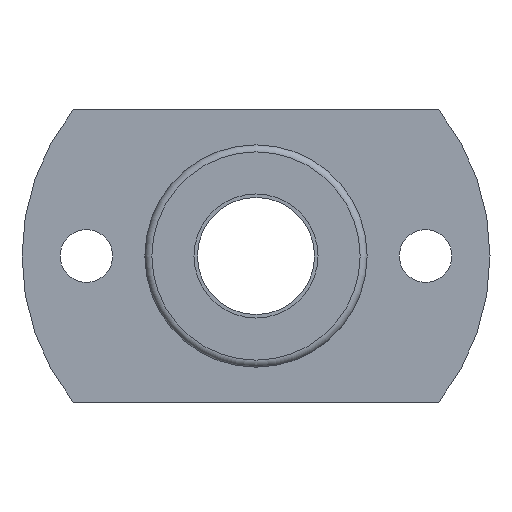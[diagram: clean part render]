
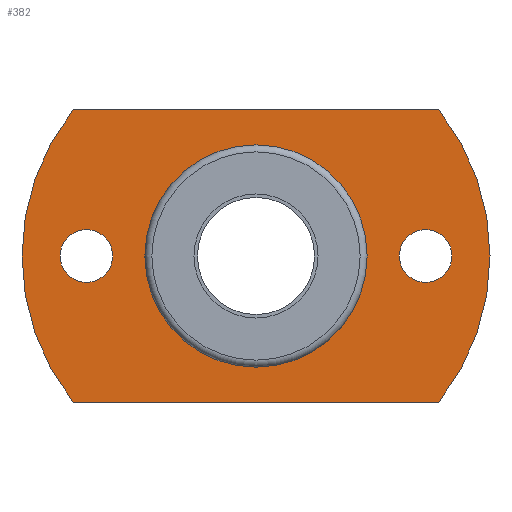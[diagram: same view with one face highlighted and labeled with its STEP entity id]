
A CAD part, left-side view. The second image highlights one B-rep face of the part: STEP entity #382.
In plain terms, the highlighted planar face has unit normal (-1, 0, 0).
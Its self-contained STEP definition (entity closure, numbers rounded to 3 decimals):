
#23=LINE('',#649,#31);
#27=LINE('',#660,#35);
#31=VECTOR('',#526,1000.);
#35=VECTOR('',#538,1000.);
#41=PLANE('',#440);
#86=ORIENTED_EDGE('',*,*,#153,.F.);
#87=ORIENTED_EDGE('',*,*,#154,.T.);
#88=ORIENTED_EDGE('',*,*,#131,.F.);
#89=ORIENTED_EDGE('',*,*,#143,.F.);
#90=ORIENTED_EDGE('',*,*,#152,.F.);
#91=ORIENTED_EDGE('',*,*,#149,.F.);
#92=ORIENTED_EDGE('',*,*,#146,.F.);
#131=EDGE_CURVE('',#170,#170,#205,.F.);
#143=EDGE_CURVE('',#182,#183,#216,.T.);
#146=EDGE_CURVE('',#183,#185,#23,.T.);
#149=EDGE_CURVE('',#185,#187,#218,.T.);
#152=EDGE_CURVE('',#187,#182,#27,.T.);
#153=EDGE_CURVE('',#188,#188,#219,.T.);
#154=EDGE_CURVE('',#189,#189,#220,.T.);
#170=VERTEX_POINT('',#610);
#182=VERTEX_POINT('',#642);
#183=VERTEX_POINT('',#644);
#185=VERTEX_POINT('',#650);
#187=VERTEX_POINT('',#656);
#188=VERTEX_POINT('',#663);
#189=VERTEX_POINT('',#665);
#205=CIRCLE('',#414,9.5);
#216=CIRCLE('',#434,20.);
#218=CIRCLE('',#438,20.);
#219=CIRCLE('',#441,2.25);
#220=CIRCLE('',#442,2.25);
#257=EDGE_LOOP('',(#86));
#258=EDGE_LOOP('',(#87));
#259=EDGE_LOOP('',(#88));
#260=EDGE_LOOP('',(#89,#90,#91,#92));
#317=FACE_BOUND('',#257,.T.);
#318=FACE_BOUND('',#258,.T.);
#319=FACE_BOUND('',#259,.T.);
#320=FACE_BOUND('',#260,.T.);
#382=ADVANCED_FACE('',(#317,#318,#319,#320),#41,.F.);
#414=AXIS2_PLACEMENT_3D('',#609,#479,#480);
#434=AXIS2_PLACEMENT_3D('',#643,#520,#521);
#438=AXIS2_PLACEMENT_3D('',#655,#532,#533);
#440=AXIS2_PLACEMENT_3D('',#661,#539,#540);
#441=AXIS2_PLACEMENT_3D('',#662,#541,#542);
#442=AXIS2_PLACEMENT_3D('',#664,#543,#544);
#479=DIRECTION('',(1.,0.,0.));
#480=DIRECTION('',(0.,0.,-1.));
#520=DIRECTION('',(1.,0.,0.));
#521=DIRECTION('',(0.,0.,-1.));
#526=DIRECTION('',(0.,-1.,0.));
#532=DIRECTION('',(1.,0.,0.));
#533=DIRECTION('',(0.,0.,-1.));
#538=DIRECTION('',(0.,1.,0.));
#539=DIRECTION('',(1.,0.,0.));
#540=DIRECTION('',(0.,0.,-1.));
#541=DIRECTION('',(-1.,0.,0.));
#542=DIRECTION('',(0.,0.,1.));
#543=DIRECTION('',(1.,0.,0.));
#544=DIRECTION('',(0.,0.,-1.));
#609=CARTESIAN_POINT('',(21.5,0.,0.));
#610=CARTESIAN_POINT('',(21.5,0.,-9.5));
#642=CARTESIAN_POINT('',(21.5,15.612,-12.5));
#643=CARTESIAN_POINT('',(21.5,0.,0.));
#644=CARTESIAN_POINT('',(21.5,15.612,12.5));
#649=CARTESIAN_POINT('',(21.5,15.612,12.5));
#650=CARTESIAN_POINT('',(21.5,-15.612,12.5));
#655=CARTESIAN_POINT('',(21.5,0.,0.));
#656=CARTESIAN_POINT('',(21.5,-15.612,-12.5));
#660=CARTESIAN_POINT('',(21.5,-15.612,-12.5));
#661=CARTESIAN_POINT('',(21.5,0.,0.));
#662=CARTESIAN_POINT('',(21.5,-14.5,0.));
#663=CARTESIAN_POINT('',(21.5,-14.5,2.25));
#664=CARTESIAN_POINT('',(21.5,14.5,0.));
#665=CARTESIAN_POINT('',(21.5,14.5,-2.25));
